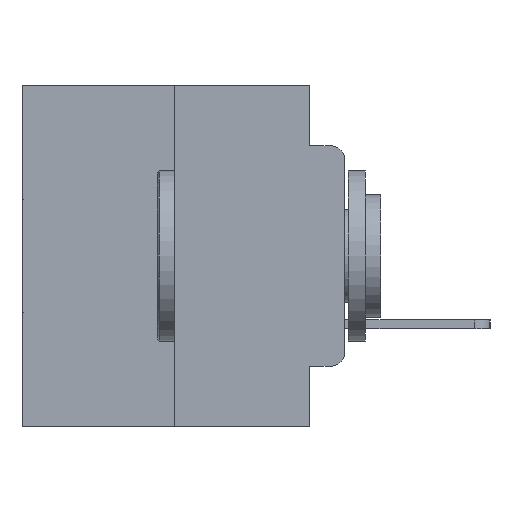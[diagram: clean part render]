
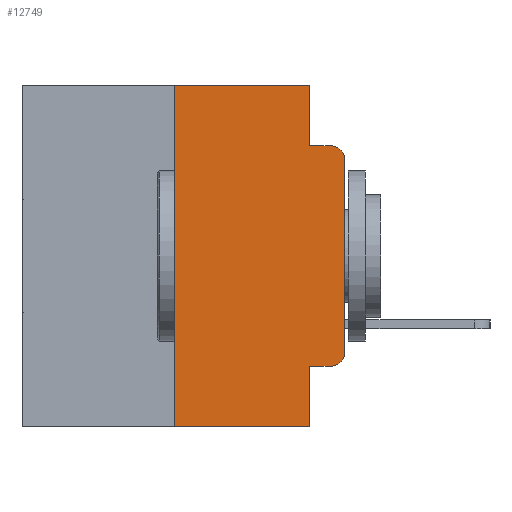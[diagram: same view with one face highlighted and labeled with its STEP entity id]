
A CAD part, left-side view. The second image highlights one B-rep face of the part: STEP entity #12749.
In plain terms, the highlighted planar face has unit normal (-1, 0, 0).
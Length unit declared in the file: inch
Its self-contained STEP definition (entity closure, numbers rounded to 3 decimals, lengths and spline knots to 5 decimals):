
#24 = ORIENTED_EDGE ( 'NONE', *, *, #5234, .T. ) ;
#49 = AXIS2_PLACEMENT_3D ( 'NONE', #24700, #11693, #26834 ) ;
#1776 = VERTEX_POINT ( 'NONE', #23398 ) ;
#2374 = VECTOR ( 'NONE', #19252, 39.37008 ) ;
#2615 = DIRECTION ( 'NONE',  ( 0., 0., 1. ) ) ;
#2807 = VECTOR ( 'NONE', #2615, 39.37008 ) ;
#3002 = CARTESIAN_POINT ( 'NONE',  ( 0., 0.25, 0. ) ) ;
#3061 = LINE ( 'NONE', #21436, #2374 ) ;
#3416 = LINE ( 'NONE', #21043, #7810 ) ;
#3769 = AXIS2_PLACEMENT_3D ( 'NONE', #11011, #26177, #13237 ) ;
#4107 = DIRECTION ( 'NONE',  ( 0., 0., -1. ) ) ;
#4177 = CARTESIAN_POINT ( 'NONE',  ( 0., 0.25, -0.5 ) ) ;
#4455 = ORIENTED_EDGE ( 'NONE', *, *, #24094, .T. ) ;
#4565 = EDGE_LOOP ( 'NONE', ( #27123, #11915, #23510, #25482, #8844, #20488, #4455, #16065, #24, #18123 ) ) ;
#4709 = LINE ( 'NONE', #4857, #11146 ) ;
#4857 = CARTESIAN_POINT ( 'NONE',  ( 0., 0.473, 0. ) ) ;
#4918 = CIRCLE ( 'NONE', #3769, 0.02 ) ;
#4924 = EDGE_CURVE ( 'NONE', #1776, #24776, #8152, .T. ) ;
#5234 = EDGE_CURVE ( 'NONE', #18632, #23310, #3416, .T. ) ;
#5750 = DIRECTION ( 'NONE',  ( 0., -1., 0. ) ) ;
#5881 = DIRECTION ( 'NONE',  ( 0., -1., 0. ) ) ;
#6209 = CIRCLE ( 'NONE', #49, 0.02 ) ;
#6675 = EDGE_CURVE ( 'NONE', #23310, #1776, #6209, .T. ) ;
#6872 = LINE ( 'NONE', #18814, #18493 ) ;
#7704 = FACE_OUTER_BOUND ( 'NONE', #4565, .T. ) ;
#7810 = VECTOR ( 'NONE', #5881, 39.37008 ) ;
#8152 = LINE ( 'NONE', #9357, #13296 ) ;
#8161 = CARTESIAN_POINT ( 'NONE',  ( 0., 0.051, 0. ) ) ;
#8833 = EDGE_CURVE ( 'NONE', #18632, #25662, #3061, .T. ) ;
#8844 = ORIENTED_EDGE ( 'NONE', *, *, #25542, .F. ) ;
#9357 = CARTESIAN_POINT ( 'NONE',  ( 0., 0., 0. ) ) ;
#9775 = CARTESIAN_POINT ( 'NONE',  ( 0., 0.02, -0.4115 ) ) ;
#10530 = DIRECTION ( 'NONE',  ( 1., 0., 0. ) ) ;
#11011 = CARTESIAN_POINT ( 'NONE',  ( 0., 0.02, -0.1085 ) ) ;
#11146 = VECTOR ( 'NONE', #24338, 39.37008 ) ;
#11693 = DIRECTION ( 'NONE',  ( -1., 0., 0. ) ) ;
#11780 = CARTESIAN_POINT ( 'NONE',  ( 0., 0.051, -0.5 ) ) ;
#11915 = ORIENTED_EDGE ( 'NONE', *, *, #27564, .T. ) ;
#12749 = ADVANCED_FACE ( 'NONE', ( #7704 ), #17181, .F. ) ;
#13232 = LINE ( 'NONE', #8161, #13919 ) ;
#13237 = DIRECTION ( 'NONE',  ( 0., 0., -1. ) ) ;
#13296 = VECTOR ( 'NONE', #13793, 39.37008 ) ;
#13793 = DIRECTION ( 'NONE',  ( 0., 0., 1. ) ) ;
#13919 = VECTOR ( 'NONE', #23416, 39.37008 ) ;
#14381 = LINE ( 'NONE', #15672, #2807 ) ;
#14405 = AXIS2_PLACEMENT_3D ( 'NONE', #27790, #10530, #4107 ) ;
#14715 = VERTEX_POINT ( 'NONE', #22732 ) ;
#14978 = CARTESIAN_POINT ( 'NONE',  ( 0., 0.473, -0.5 ) ) ;
#15672 = CARTESIAN_POINT ( 'NONE',  ( 0., 0.25, 0. ) ) ;
#15909 = VERTEX_POINT ( 'NONE', #3002 ) ;
#16065 = ORIENTED_EDGE ( 'NONE', *, *, #8833, .F. ) ;
#16416 = CARTESIAN_POINT ( 'NONE',  ( 0., 0.051, -0.4115 ) ) ;
#17181 = PLANE ( 'NONE',  #14405 ) ;
#18123 = ORIENTED_EDGE ( 'NONE', *, *, #6675, .T. ) ;
#18493 = VECTOR ( 'NONE', #5750, 39.37008 ) ;
#18632 = VERTEX_POINT ( 'NONE', #16416 ) ;
#18814 = CARTESIAN_POINT ( 'NONE',  ( 0., 0.051, -0.0885 ) ) ;
#19252 = DIRECTION ( 'NONE',  ( 0., 0., -1. ) ) ;
#20259 = VERTEX_POINT ( 'NONE', #24326 ) ;
#20488 = ORIENTED_EDGE ( 'NONE', *, *, #22876, .F. ) ;
#20618 = VERTEX_POINT ( 'NONE', #4177 ) ;
#20691 = EDGE_CURVE ( 'NONE', #20259, #22919, #13232, .T. ) ;
#21043 = CARTESIAN_POINT ( 'NONE',  ( 0., 0.051, -0.4115 ) ) ;
#21178 = VECTOR ( 'NONE', #21535, 39.37008 ) ;
#21436 = CARTESIAN_POINT ( 'NONE',  ( 0., 0.051, 0. ) ) ;
#21535 = DIRECTION ( 'NONE',  ( 0., -1., 0. ) ) ;
#22732 = CARTESIAN_POINT ( 'NONE',  ( 0., 0.02, -0.0885 ) ) ;
#22876 = EDGE_CURVE ( 'NONE', #20618, #15909, #14381, .T. ) ;
#22919 = VERTEX_POINT ( 'NONE', #24442 ) ;
#23310 = VERTEX_POINT ( 'NONE', #9775 ) ;
#23355 = EDGE_CURVE ( 'NONE', #22919, #14715, #6872, .T. ) ;
#23398 = CARTESIAN_POINT ( 'NONE',  ( 0., 0., -0.3915 ) ) ;
#23416 = DIRECTION ( 'NONE',  ( 0., 0., -1. ) ) ;
#23510 = ORIENTED_EDGE ( 'NONE', *, *, #23355, .F. ) ;
#24094 = EDGE_CURVE ( 'NONE', #20618, #25662, #26822, .T. ) ;
#24326 = CARTESIAN_POINT ( 'NONE',  ( 0., 0.051, 0. ) ) ;
#24338 = DIRECTION ( 'NONE',  ( 0., -1., 0. ) ) ;
#24442 = CARTESIAN_POINT ( 'NONE',  ( 0., 0.051, -0.0885 ) ) ;
#24700 = CARTESIAN_POINT ( 'NONE',  ( 0., 0.02, -0.3915 ) ) ;
#24776 = VERTEX_POINT ( 'NONE', #25769 ) ;
#25482 = ORIENTED_EDGE ( 'NONE', *, *, #20691, .F. ) ;
#25542 = EDGE_CURVE ( 'NONE', #15909, #20259, #4709, .T. ) ;
#25662 = VERTEX_POINT ( 'NONE', #11780 ) ;
#25769 = CARTESIAN_POINT ( 'NONE',  ( 0., 0., -0.1085 ) ) ;
#26177 = DIRECTION ( 'NONE',  ( -1., 0., 0. ) ) ;
#26822 = LINE ( 'NONE', #14978, #21178 ) ;
#26834 = DIRECTION ( 'NONE',  ( 0., 0., -1. ) ) ;
#27123 = ORIENTED_EDGE ( 'NONE', *, *, #4924, .T. ) ;
#27564 = EDGE_CURVE ( 'NONE', #24776, #14715, #4918, .T. ) ;
#27790 = CARTESIAN_POINT ( 'NONE',  ( 0., 0.473, 0. ) ) ;
